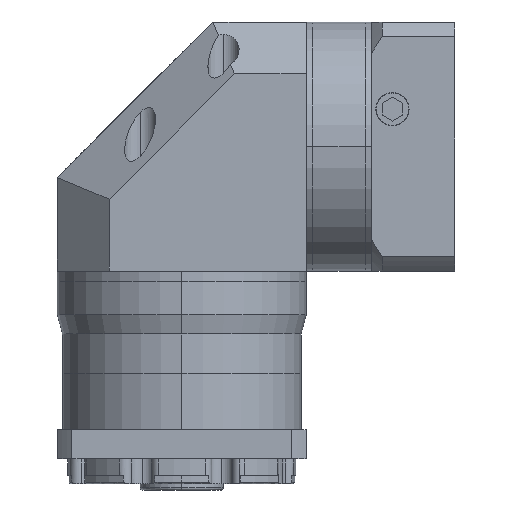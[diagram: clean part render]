
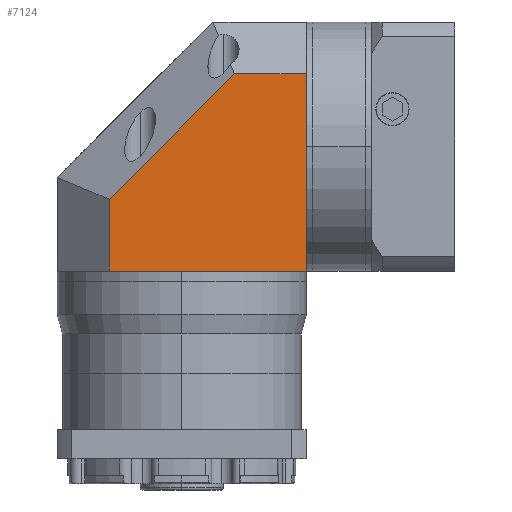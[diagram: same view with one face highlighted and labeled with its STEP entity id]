
A CAD part, left-side view. The second image highlights one B-rep face of the part: STEP entity #7124.
In plain terms, the highlighted planar face has unit normal (-1, 0, 0).
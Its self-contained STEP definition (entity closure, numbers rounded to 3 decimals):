
#479 = CARTESIAN_POINT ( 'NONE',  ( -60., -60., -60. ) ) ;
#1050 = CARTESIAN_POINT ( 'NONE',  ( -60., 60., -60. ) ) ;
#1329 = CARTESIAN_POINT ( 'NONE',  ( -60., 60., 35. ) ) ;
#1371 = DIRECTION ( 'NONE',  ( 0., -1., 0. ) ) ;
#1480 = ORIENTED_EDGE ( 'NONE', *, *, #11447, .T. ) ;
#2376 = EDGE_CURVE ( 'NONE', #11899, #4982, #3362, .T. ) ;
#2787 = CARTESIAN_POINT ( 'NONE',  ( -60., -60., -60. ) ) ;
#3218 = CARTESIAN_POINT ( 'NONE',  ( -60., -25.355, 35. ) ) ;
#3362 = LINE ( 'NONE', #13897, #13224 ) ;
#3509 = DIRECTION ( 'NONE',  ( -1., 0., 0. ) ) ;
#3765 = DIRECTION ( 'NONE',  ( 0., 1., 0. ) ) ;
#4291 = VERTEX_POINT ( 'NONE', #7640 ) ;
#4314 = LINE ( 'NONE', #5957, #9895 ) ;
#4356 = CARTESIAN_POINT ( 'NONE',  ( -60., 35., -60. ) ) ;
#4656 = PLANE ( 'NONE',  #6628 ) ;
#4888 = VERTEX_POINT ( 'NONE', #479 ) ;
#4947 = LINE ( 'NONE', #8546, #10903 ) ;
#4982 = VERTEX_POINT ( 'NONE', #4356 ) ;
#5481 = VECTOR ( 'NONE', #15464, 1000. ) ;
#5866 = LINE ( 'NONE', #9496, #5481 ) ;
#5957 = CARTESIAN_POINT ( 'NONE',  ( -60., 64.822, -55.178 ) ) ;
#5992 = CARTESIAN_POINT ( 'NONE',  ( -60., 35., -25.355 ) ) ;
#6345 = EDGE_CURVE ( 'NONE', #14083, #11899, #4314, .T. ) ;
#6628 = AXIS2_PLACEMENT_3D ( 'NONE', #1050, #3509, #11841 ) ;
#6713 = ORIENTED_EDGE ( 'NONE', *, *, #7235, .T. ) ;
#6937 = EDGE_LOOP ( 'NONE', ( #12282, #10452, #15283, #15216, #1480, #6713 ) ) ;
#7124 = ADVANCED_FACE ( 'NONE', ( #13916 ), #4656, .T. ) ;
#7144 = DIRECTION ( 'NONE',  ( 0., 0.707, -0.707 ) ) ;
#7235 = EDGE_CURVE ( 'NONE', #11159, #14083, #11326, .T. ) ;
#7504 = VECTOR ( 'NONE', #9910, 1000. ) ;
#7640 = CARTESIAN_POINT ( 'NONE',  ( -60., -60., 0. ) ) ;
#8186 = VECTOR ( 'NONE', #3765, 1000. ) ;
#8546 = CARTESIAN_POINT ( 'NONE',  ( -60., 60., -60. ) ) ;
#9496 = CARTESIAN_POINT ( 'NONE',  ( -60., -60., -60. ) ) ;
#9895 = VECTOR ( 'NONE', #7144, 1000. ) ;
#9910 = DIRECTION ( 'NONE',  ( 0., 0., 1. ) ) ;
#10452 = ORIENTED_EDGE ( 'NONE', *, *, #2376, .T. ) ;
#10691 = LINE ( 'NONE', #2787, #7504 ) ;
#10850 = EDGE_CURVE ( 'NONE', #4982, #4888, #4947, .T. ) ;
#10903 = VECTOR ( 'NONE', #1371, 1000. ) ;
#11159 = VERTEX_POINT ( 'NONE', #12946 ) ;
#11326 = LINE ( 'NONE', #1329, #8186 ) ;
#11447 = EDGE_CURVE ( 'NONE', #4291, #11159, #10691, .T. ) ;
#11841 = DIRECTION ( 'NONE',  ( 0., -1., 0. ) ) ;
#11899 = VERTEX_POINT ( 'NONE', #5992 ) ;
#12282 = ORIENTED_EDGE ( 'NONE', *, *, #6345, .T. ) ;
#12946 = CARTESIAN_POINT ( 'NONE',  ( -60., -60., 35. ) ) ;
#13036 = EDGE_CURVE ( 'NONE', #4888, #4291, #5866, .T. ) ;
#13224 = VECTOR ( 'NONE', #13799, 1000. ) ;
#13799 = DIRECTION ( 'NONE',  ( 0., 0., -1. ) ) ;
#13897 = CARTESIAN_POINT ( 'NONE',  ( -60., 35., -60. ) ) ;
#13916 = FACE_OUTER_BOUND ( 'NONE', #6937, .T. ) ;
#14083 = VERTEX_POINT ( 'NONE', #3218 ) ;
#15216 = ORIENTED_EDGE ( 'NONE', *, *, #13036, .T. ) ;
#15283 = ORIENTED_EDGE ( 'NONE', *, *, #10850, .T. ) ;
#15464 = DIRECTION ( 'NONE',  ( 0., 0., 1. ) ) ;
